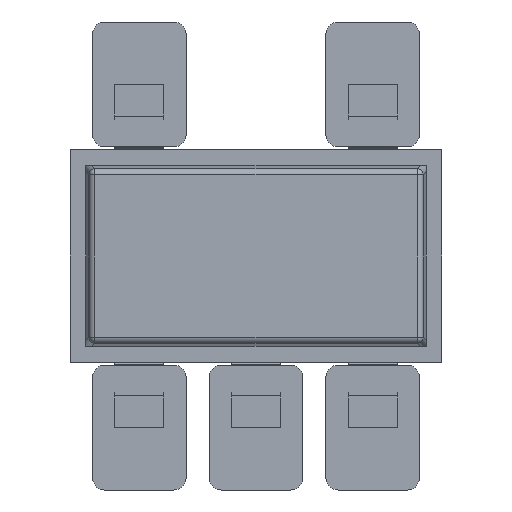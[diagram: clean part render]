
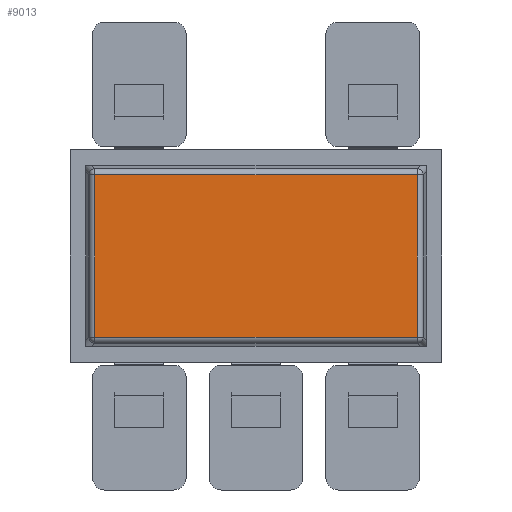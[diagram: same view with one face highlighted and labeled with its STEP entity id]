
A CAD part, front view. The second image highlights one B-rep face of the part: STEP entity #9013.
In plain terms, the highlighted planar face has unit normal (0, -1, 0).
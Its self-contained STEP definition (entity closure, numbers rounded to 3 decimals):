
#387 = PLANE ( 'NONE',  #6556 ) ;
#653 = LINE ( 'NONE', #10898, #8539 ) ;
#813 = CARTESIAN_POINT ( 'NONE',  ( 1.311, -0.55, -0.661 ) ) ;
#877 = ORIENTED_EDGE ( 'NONE', *, *, #2652, .T. ) ;
#956 = EDGE_CURVE ( 'NONE', #5672, #6263, #653, .T. ) ;
#1899 = ORIENTED_EDGE ( 'NONE', *, *, #3962, .T. ) ;
#2652 = EDGE_CURVE ( 'NONE', #6263, #4156, #4311, .T. ) ;
#3435 = DIRECTION ( 'NONE',  ( 0., 0., 1. ) ) ;
#3752 = ORIENTED_EDGE ( 'NONE', *, *, #8192, .T. ) ;
#3962 = EDGE_CURVE ( 'NONE', #4156, #8046, #7197, .T. ) ;
#4143 = CARTESIAN_POINT ( 'NONE',  ( 0., -0.55, 0. ) ) ;
#4156 = VERTEX_POINT ( 'NONE', #8792 ) ;
#4311 = LINE ( 'NONE', #7996, #5635 ) ;
#5297 = LINE ( 'NONE', #7037, #10779 ) ;
#5534 = CARTESIAN_POINT ( 'NONE',  ( -1.311, -0.55, -0.661 ) ) ;
#5635 = VECTOR ( 'NONE', #8993, 1000. ) ;
#5672 = VERTEX_POINT ( 'NONE', #813 ) ;
#5835 = EDGE_LOOP ( 'NONE', ( #3752, #11651, #877, #1899 ) ) ;
#6263 = VERTEX_POINT ( 'NONE', #10640 ) ;
#6402 = VECTOR ( 'NONE', #7252, 1000. ) ;
#6556 = AXIS2_PLACEMENT_3D ( 'NONE', #4143, #7952, #8079 ) ;
#7037 = CARTESIAN_POINT ( 'NONE',  ( 1.353, -0.55, -0.661 ) ) ;
#7197 = LINE ( 'NONE', #7944, #6402 ) ;
#7252 = DIRECTION ( 'NONE',  ( 0., 0., -1. ) ) ;
#7944 = CARTESIAN_POINT ( 'NONE',  ( -1.311, -0.55, -0.703 ) ) ;
#7952 = DIRECTION ( 'NONE',  ( 0., 1., 0. ) ) ;
#7996 = CARTESIAN_POINT ( 'NONE',  ( -1.353, -0.55, 0.661 ) ) ;
#8046 = VERTEX_POINT ( 'NONE', #5534 ) ;
#8079 = DIRECTION ( 'NONE',  ( 1., 0., 0. ) ) ;
#8192 = EDGE_CURVE ( 'NONE', #8046, #5672, #5297, .T. ) ;
#8539 = VECTOR ( 'NONE', #3435, 1000. ) ;
#8792 = CARTESIAN_POINT ( 'NONE',  ( -1.311, -0.55, 0.661 ) ) ;
#8887 = FACE_OUTER_BOUND ( 'NONE', #5835, .T. ) ;
#8993 = DIRECTION ( 'NONE',  ( -1., 0., 0. ) ) ;
#9013 = ADVANCED_FACE ( 'NONE', ( #8887 ), #387, .F. ) ;
#9843 = DIRECTION ( 'NONE',  ( 1., 0., 0. ) ) ;
#10640 = CARTESIAN_POINT ( 'NONE',  ( 1.311, -0.55, 0.661 ) ) ;
#10779 = VECTOR ( 'NONE', #9843, 1000. ) ;
#10898 = CARTESIAN_POINT ( 'NONE',  ( 1.311, -0.55, 0.703 ) ) ;
#11651 = ORIENTED_EDGE ( 'NONE', *, *, #956, .T. ) ;
